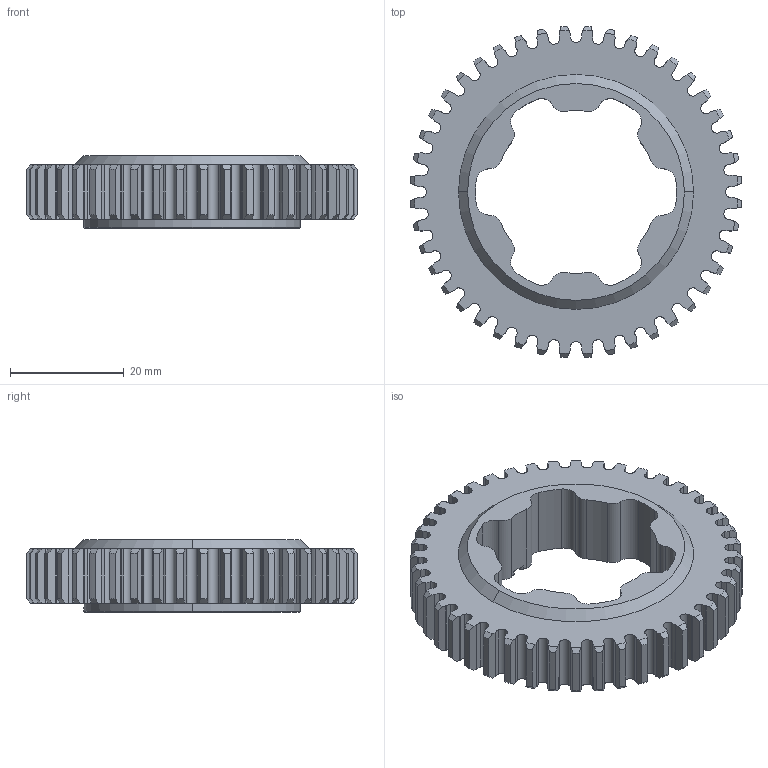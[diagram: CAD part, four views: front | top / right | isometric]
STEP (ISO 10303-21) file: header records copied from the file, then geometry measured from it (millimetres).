
FILE_DESCRIPTION (( 'STEP AP203' ), '1' );
FILE_NAME ('REV-21-3016.STEP', '2024-12-10T21:02:29', ( '' ), ( '' ), 'SwSTEP 2.0', 'SolidWorks 2022', '' );
FILE_SCHEMA (( 'CONFIG_CONTROL_DESIGN' ));
Length unit declared in the file: inch
Products named in the file (1): REV-21-3016
Bounding box: 58.24 x 58.24 x 12.7 mm (x, y, z)
Volume: 11365.2 mm3; surface area: 9864 mm2
Topology: 1 solids, 1 shells, 521 faces, 1545 edges, 1028 vertices
Faces by surface type: bspline 176, cylinder 152, plane 96, cone 93, torus 4
Entity records: 22826 total; most frequent: CARTESIAN_POINT 9966, ORIENTED_EDGE 3090, DIRECTION 2117, EDGE_CURVE 1545, VERTEX_POINT 1028, AXIS2_PLACEMENT_3D 757, LINE 603, VECTOR 603
